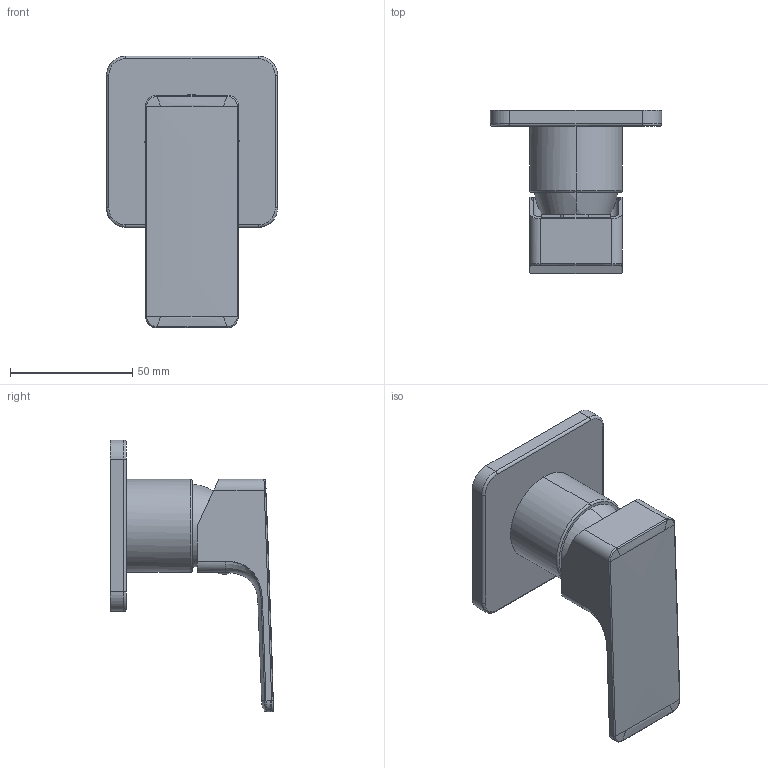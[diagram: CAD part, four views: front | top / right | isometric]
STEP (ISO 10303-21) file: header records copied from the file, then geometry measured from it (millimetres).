
FILE_DESCRIPTION(/* description */ (''),/* implementation_level */ '2;1');
FILE_NAME(/* name */ 'STEP - 168622500.2_2267472, 2267473, 2267474',/* time_stamp */ '2025-08-05T11:48:32+10:00',/* author */ (''),/* organization */ (''),/* preprocessor_version */ 'ST-DEVELOPER v16.5',/* originating_system */ 'Rhino 7.37',/* authorisation */ '');
FILE_SCHEMA (('AUTOMOTIVE_DESIGN'));
Length unit declared in the file: millimetre
Products named in the file (10): Document; 3D drawing-2267472(168622501.2)-Mizu Bloc Mk3 Shower Mixer Trimset CP
 LF; 168622501-2-ABC_ASM; 2060249401261; 2080008006014; 20602818012623; 20505080012610; 2020168602265; 2050118016016; 202030410726789
Assembly tree (9 placements, depth 4):
  Document
    3D drawing-2267472(168622501.2)-Mizu Bloc Mk3 Shower Mixer Trimset CP
 LF
      168622501-2-ABC_ASM
        2060249401261
        2080008006014
        20602818012623
        20505080012610
        2020168602265
        2050118016016
        202030410726789
Bounding box: 70 x 66.73 x 111.07 mm (x, y, z)
Volume: 32536.8 mm3; surface area: 40195.3 mm2
Topology: 7 solids, 9 shells, 650 faces, 1744 edges, 1128 vertices
Faces by surface type: bspline 362, plane 171, cylinder 117
Entity records: 33119 total; most frequent: CARTESIAN_POINT 21857, ORIENTED_EDGE 3474, EDGE_CURVE 1742, B_SPLINE_CURVE_WITH_KNOTS 1453, VERTEX_POINT 1128, EDGE_LOOP 684, ADVANCED_FACE 650, FACE_OUTER_BOUND 650
